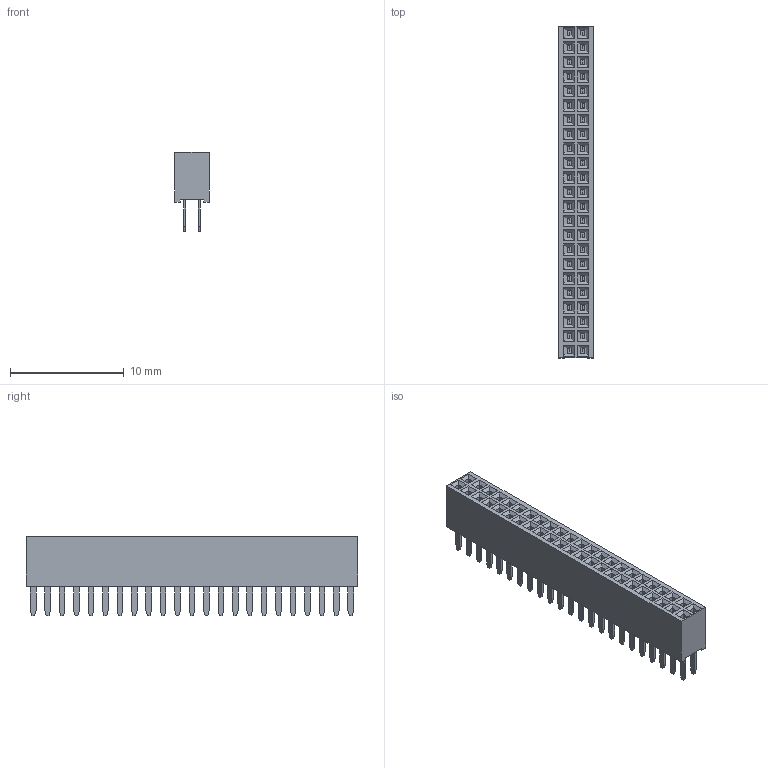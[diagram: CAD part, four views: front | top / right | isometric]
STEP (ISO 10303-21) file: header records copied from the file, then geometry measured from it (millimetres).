
FILE_DESCRIPTION(/* description */ ('model of PinSocket_2x23_P1.27mm_Vertical'),/* implementation_level */ '2;1');
FILE_NAME(/* name */ 'PinSocket_2x23_P1.27mm_Vertical.step',/* time_stamp */ '2017-11-27T02:49:21',/* author */ ('Terje Io','https://github.com/terjeio'),/* organization */ ('FreeCAD'),/* preprocessor_version */ 'OCC',/* originating_system */ 'kicad StepUp',/* authorisation */ '');
FILE_SCHEMA(('AUTOMOTIVE_DESIGN_CC2 { 1 2 10303 214 -1 1 5 4 }'));
Length unit declared in the file: millimetre
Products named in the file (1): PinSocket_2x23_P127mm_Vertical
Bounding box: 3.05 x 29.21 x 7 mm (x, y, z)
Volume: 349.9 mm3; surface area: 999.3 mm2
Topology: 1 solids, 1 shells, 1436 faces, 3704 edges, 2408 vertices
Faces by surface type: plane 1436
Entity records: 26956 total; most frequent: ORIENTED_EDGE 5372, EDGE_CURVE 3704, LINE 3518, CARTESIAN_POINT 3337, VERTEX_POINT 2408, FACE_BOUND 1574, EDGE_LOOP 1574, ADVANCED_FACE 1436
